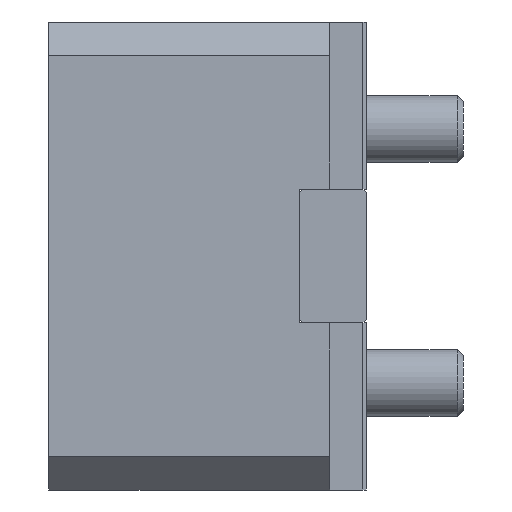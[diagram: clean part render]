
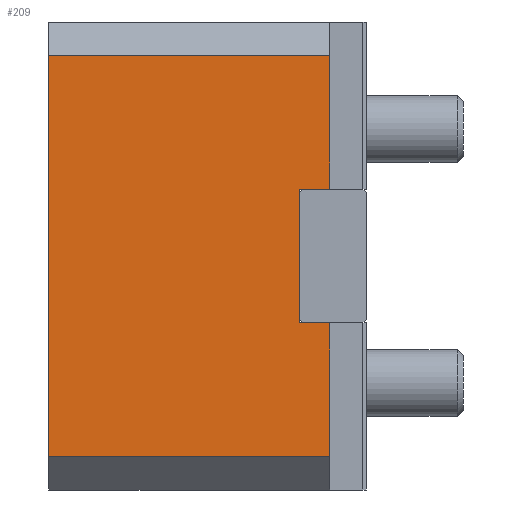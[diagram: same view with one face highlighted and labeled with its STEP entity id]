
A CAD part, left-side view. The second image highlights one B-rep face of the part: STEP entity #209.
In plain terms, the highlighted planar face has unit normal (-1, 0, 0).
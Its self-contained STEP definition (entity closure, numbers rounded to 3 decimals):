
#112=CARTESIAN_POINT('',(0.0,42.0,5.0));
#113=VERTEX_POINT('',#112);
#130=CARTESIAN_POINT('',(0.0,0.0,5.0));
#131=VERTEX_POINT('',#130);
#138=CARTESIAN_POINT('',(0.0,0.0,5.0));
#139=DIRECTION('',(0.0,1.0,0.0));
#140=VECTOR('',#139,42.0);
#141=LINE('',#138,#140);
#142=EDGE_CURVE('',#131,#113,#141,.T.);
#147=CARTESIAN_POINT('',(0.0,0.0,0.0));
#148=DIRECTION('',(-1.0,0.0,0.0));
#149=DIRECTION('',(0.0,0.0,1.0));
#150=AXIS2_PLACEMENT_3D('',#147,#148,#149);
#151=PLANE('',#150);
#152=ORIENTED_EDGE('',*,*,#142,.F.);
#153=CARTESIAN_POINT('',(0.0,0.0,25.0));
#154=VERTEX_POINT('',#153);
#155=CARTESIAN_POINT('',(0.0,0.0,5.0));
#156=DIRECTION('',(0.0,0.0,1.0));
#157=VECTOR('',#156,20.0);
#158=LINE('',#155,#157);
#159=EDGE_CURVE('',#131,#154,#158,.T.);
#160=ORIENTED_EDGE('',*,*,#159,.T.);
#161=CARTESIAN_POINT('',(0.0,4.5,25.0));
#162=VERTEX_POINT('',#161);
#163=CARTESIAN_POINT('',(0.0,0.0,25.0));
#164=DIRECTION('',(0.0,1.0,0.0));
#165=VECTOR('',#164,4.5);
#166=LINE('',#163,#165);
#167=EDGE_CURVE('',#154,#162,#166,.T.);
#168=ORIENTED_EDGE('',*,*,#167,.T.);
#169=CARTESIAN_POINT('',(0.0,4.5,45.0));
#170=VERTEX_POINT('',#169);
#171=CARTESIAN_POINT('',(0.0,4.5,25.0));
#172=DIRECTION('',(0.0,0.0,1.0));
#173=VECTOR('',#172,20.0);
#174=LINE('',#171,#173);
#175=EDGE_CURVE('',#162,#170,#174,.T.);
#176=ORIENTED_EDGE('',*,*,#175,.T.);
#177=CARTESIAN_POINT('',(0.0,0.0,45.0));
#178=VERTEX_POINT('',#177);
#179=CARTESIAN_POINT('',(0.0,4.5,45.0));
#180=DIRECTION('',(0.0,-1.0,0.0));
#181=VECTOR('',#180,4.5);
#182=LINE('',#179,#181);
#183=EDGE_CURVE('',#170,#178,#182,.T.);
#184=ORIENTED_EDGE('',*,*,#183,.T.);
#185=CARTESIAN_POINT('',(0.0,0.0,65.0));
#186=VERTEX_POINT('',#185);
#187=CARTESIAN_POINT('',(0.0,0.0,45.0));
#188=DIRECTION('',(0.0,0.0,1.0));
#189=VECTOR('',#188,20.0);
#190=LINE('',#187,#189);
#191=EDGE_CURVE('',#178,#186,#190,.T.);
#192=ORIENTED_EDGE('',*,*,#191,.T.);
#193=CARTESIAN_POINT('',(0.0,42.0,65.0));
#194=VERTEX_POINT('',#193);
#195=CARTESIAN_POINT('',(0.0,42.0,65.0));
#196=DIRECTION('',(0.0,-1.0,0.0));
#197=VECTOR('',#196,42.0);
#198=LINE('',#195,#197);
#199=EDGE_CURVE('',#194,#186,#198,.T.);
#200=ORIENTED_EDGE('',*,*,#199,.F.);
#201=CARTESIAN_POINT('',(0.0,42.0,5.0));
#202=DIRECTION('',(0.0,0.0,1.0));
#203=VECTOR('',#202,60.0);
#204=LINE('',#201,#203);
#205=EDGE_CURVE('',#113,#194,#204,.T.);
#206=ORIENTED_EDGE('',*,*,#205,.F.);
#207=EDGE_LOOP('',(#152,#160,#168,#176,#184,#192,#200,#206));
#208=FACE_OUTER_BOUND('',#207,.T.);
#209=ADVANCED_FACE('',(#208),#151,.T.);
